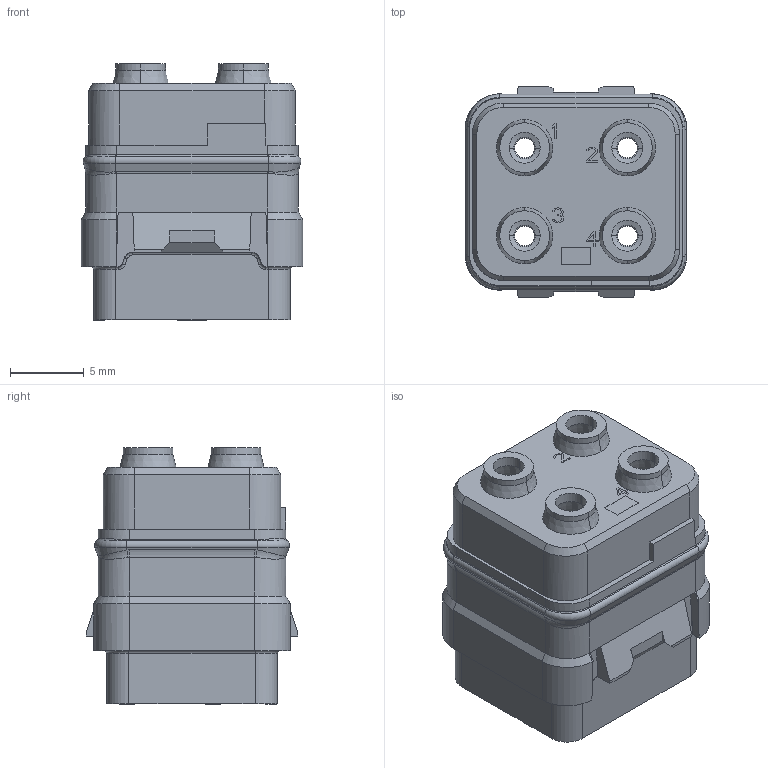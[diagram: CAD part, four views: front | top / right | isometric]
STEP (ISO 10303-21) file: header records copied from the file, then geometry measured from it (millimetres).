
FILE_DESCRIPTION((''),'2;1');
FILE_NAME('SIME0412PD','2019-12-02T',('presta_be4'),(''),'CREO PARAMETRIC BY PTC INC, 2018360','CREO PARAMETRIC BY PTC INC, 2018360','');
FILE_SCHEMA(('CONFIG_CONTROL_DESIGN'));
Length unit declared in the file: millimetre
Products named in the file (1): SIME0412PD
Bounding box: 15 x 14.3 x 17.34 mm (x, y, z)
Volume: 1597.4 mm3; surface area: 2954.4 mm2
Topology: 1 solids, 1 shells, 821 faces, 2048 edges, 1268 vertices
Faces by surface type: plane 413, cylinder 156, torus 112, cone 104, bspline 36
Entity records: 26076 total; most frequent: CARTESIAN_POINT 6372, DIRECTION 4111, ORIENTED_EDGE 4096, EDGE_CURVE 2048, AXIS2_PLACEMENT_3D 1394, VECTOR 1323, LINE 1323, VERTEX_POINT 1268
